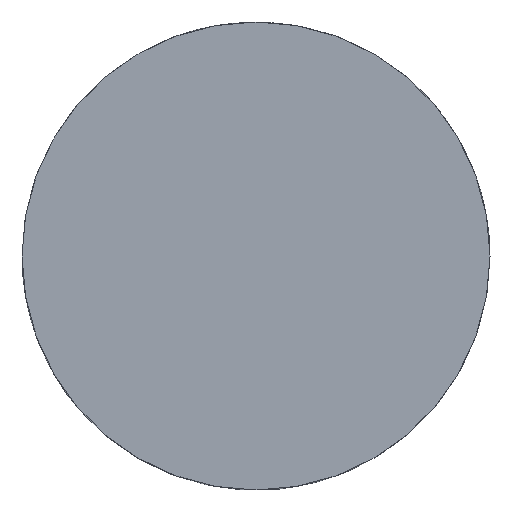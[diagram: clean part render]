
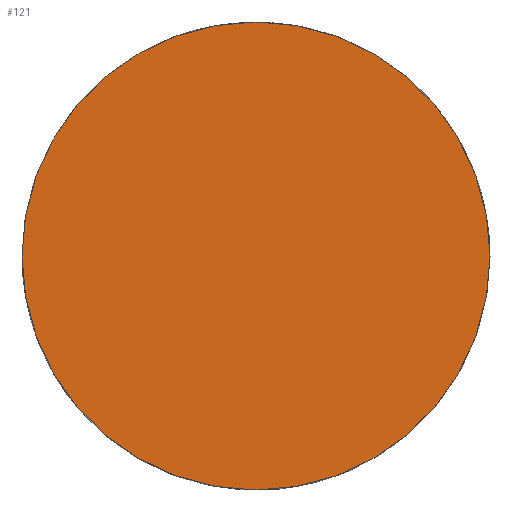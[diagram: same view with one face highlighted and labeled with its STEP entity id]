
A CAD part, top view. The second image highlights one B-rep face of the part: STEP entity #121.
In plain terms, the highlighted planar face has unit normal (0, 0, 1).
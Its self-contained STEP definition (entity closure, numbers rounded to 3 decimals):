
#1 = DIRECTION ( 'NONE',  ( 0., 0., 1. ) ) ;
#19 = DIRECTION ( 'NONE',  ( 0., 0., 1. ) ) ;
#20 = CARTESIAN_POINT ( 'NONE',  ( -6.25, 0., 0. ) ) ;
#27 = DIRECTION ( 'NONE',  ( 1., 0., 0. ) ) ;
#30 = DIRECTION ( 'NONE',  ( 1., 0., 0. ) ) ;
#39 = EDGE_CURVE ( 'NONE', #56, #155, #42, .T. ) ;
#42 = CIRCLE ( 'NONE', #77, 6.25 ) ;
#48 = FACE_OUTER_BOUND ( 'NONE', #88, .T. ) ;
#49 = CARTESIAN_POINT ( 'NONE',  ( 6.25, -6.25, 0. ) ) ;
#52 = CARTESIAN_POINT ( 'NONE',  ( 0., 0., 0. ) ) ;
#55 = EDGE_CURVE ( 'NONE', #155, #56, #127, .T. ) ;
#56 = VERTEX_POINT ( 'NONE', #142 ) ;
#58 = DIRECTION ( 'NONE',  ( 1., 0., 0. ) ) ;
#65 = AXIS2_PLACEMENT_3D ( 'NONE', #49, #19, #30 ) ;
#74 = DIRECTION ( 'NONE',  ( 0., 0., 1. ) ) ;
#77 = AXIS2_PLACEMENT_3D ( 'NONE', #52, #74, #58 ) ;
#83 = CARTESIAN_POINT ( 'NONE',  ( 0., 0., 0. ) ) ;
#88 = EDGE_LOOP ( 'NONE', ( #151, #91 ) ) ;
#91 = ORIENTED_EDGE ( 'NONE', *, *, #55, .T. ) ;
#114 = PLANE ( 'NONE',  #65 ) ;
#121 = ADVANCED_FACE ( 'NONE', ( #48 ), #114, .T. ) ;
#127 = CIRCLE ( 'NONE', #162, 6.25 ) ;
#142 = CARTESIAN_POINT ( 'NONE',  ( 6.25, 0., 0. ) ) ;
#151 = ORIENTED_EDGE ( 'NONE', *, *, #39, .T. ) ;
#155 = VERTEX_POINT ( 'NONE', #20 ) ;
#162 = AXIS2_PLACEMENT_3D ( 'NONE', #83, #1, #27 ) ;
